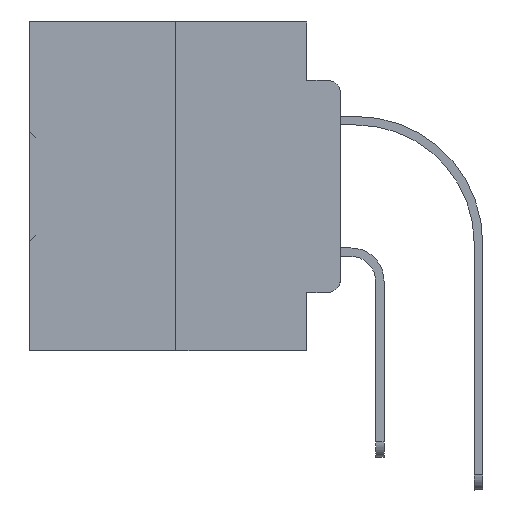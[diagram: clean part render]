
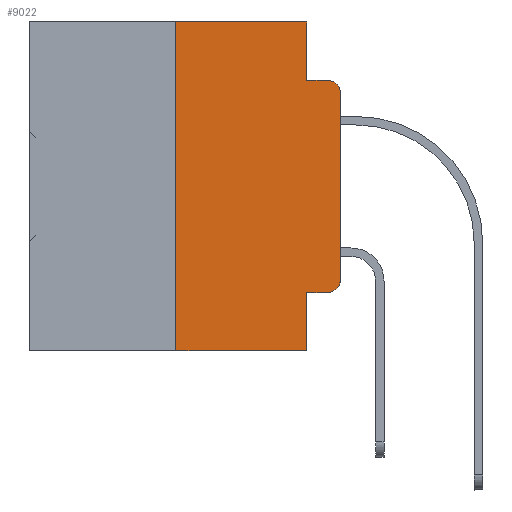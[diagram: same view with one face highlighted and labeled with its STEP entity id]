
A CAD part, left-side view. The second image highlights one B-rep face of the part: STEP entity #9022.
In plain terms, the highlighted planar face has unit normal (-1, 0, 0).
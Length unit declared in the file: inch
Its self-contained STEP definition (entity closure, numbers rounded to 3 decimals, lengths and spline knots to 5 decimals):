
#158 = DIRECTION ( 'NONE',  ( 0., 0., -1. ) ) ;
#495 = CARTESIAN_POINT ( 'NONE',  ( 0., 0.02, -0.1085 ) ) ;
#631 = CARTESIAN_POINT ( 'NONE',  ( 0., 0.051, -0.0885 ) ) ;
#2535 = VECTOR ( 'NONE', #28407, 39.37008 ) ;
#2593 = EDGE_LOOP ( 'NONE', ( #27308, #4469, #29738, #30629, #12432, #36822, #28468, #22851, #8173, #8259 ) ) ;
#2641 = EDGE_CURVE ( 'NONE', #31876, #14853, #28856, .T. ) ;
#3122 = CARTESIAN_POINT ( 'NONE',  ( 0., 0., 0. ) ) ;
#3689 = VERTEX_POINT ( 'NONE', #32616 ) ;
#4469 = ORIENTED_EDGE ( 'NONE', *, *, #10133, .T. ) ;
#4705 = PLANE ( 'NONE',  #18358 ) ;
#5236 = VERTEX_POINT ( 'NONE', #10731 ) ;
#5354 = VECTOR ( 'NONE', #23992, 39.37008 ) ;
#6427 = DIRECTION ( 'NONE',  ( -1., 0., 0. ) ) ;
#6843 = VERTEX_POINT ( 'NONE', #32530 ) ;
#6945 = EDGE_CURVE ( 'NONE', #3689, #16462, #39973, .T. ) ;
#6964 = LINE ( 'NONE', #19310, #2535 ) ;
#7324 = CARTESIAN_POINT ( 'NONE',  ( 0., 0.473, 0. ) ) ;
#8014 = DIRECTION ( 'NONE',  ( 0., -1., 0. ) ) ;
#8173 = ORIENTED_EDGE ( 'NONE', *, *, #39308, .T. ) ;
#8259 = ORIENTED_EDGE ( 'NONE', *, *, #25970, .T. ) ;
#8655 = CARTESIAN_POINT ( 'NONE',  ( 0., 0.25, -0.5 ) ) ;
#8663 = DIRECTION ( 'NONE',  ( 0., 0., -1. ) ) ;
#8990 = EDGE_CURVE ( 'NONE', #34275, #27506, #25968, .T. ) ;
#9022 = ADVANCED_FACE ( 'NONE', ( #32434 ), #4705, .F. ) ;
#10072 = VERTEX_POINT ( 'NONE', #30474 ) ;
#10133 = EDGE_CURVE ( 'NONE', #16462, #27506, #37824, .T. ) ;
#10185 = LINE ( 'NONE', #32021, #10810 ) ;
#10731 = CARTESIAN_POINT ( 'NONE',  ( 0., 0.02, -0.4115 ) ) ;
#10810 = VECTOR ( 'NONE', #13227, 39.37008 ) ;
#10972 = DIRECTION ( 'NONE',  ( 0., 0., -1. ) ) ;
#12374 = CARTESIAN_POINT ( 'NONE',  ( 0., 0.051, 0. ) ) ;
#12432 = ORIENTED_EDGE ( 'NONE', *, *, #14172, .F. ) ;
#12924 = CIRCLE ( 'NONE', #29723, 0.02 ) ;
#13227 = DIRECTION ( 'NONE',  ( 0., -1., 0. ) ) ;
#14172 = EDGE_CURVE ( 'NONE', #27491, #10072, #22713, .T. ) ;
#14853 = VERTEX_POINT ( 'NONE', #18637 ) ;
#16462 = VERTEX_POINT ( 'NONE', #26134 ) ;
#16627 = DIRECTION ( 'NONE',  ( 0., -1., 0. ) ) ;
#17134 = CARTESIAN_POINT ( 'NONE',  ( 0., 0.473, -0.5 ) ) ;
#17141 = CARTESIAN_POINT ( 'NONE',  ( 0., 0.25, 0. ) ) ;
#18358 = AXIS2_PLACEMENT_3D ( 'NONE', #38697, #36054, #10972 ) ;
#18426 = AXIS2_PLACEMENT_3D ( 'NONE', #495, #24606, #27831 ) ;
#18637 = CARTESIAN_POINT ( 'NONE',  ( 0., 0.051, -0.5 ) ) ;
#18950 = EDGE_CURVE ( 'NONE', #31876, #27491, #6964, .T. ) ;
#19310 = CARTESIAN_POINT ( 'NONE',  ( 0., 0.25, 0. ) ) ;
#22713 = LINE ( 'NONE', #7324, #26529 ) ;
#22851 = ORIENTED_EDGE ( 'NONE', *, *, #33219, .F. ) ;
#23704 = DIRECTION ( 'NONE',  ( 0., -1., 0. ) ) ;
#23992 = DIRECTION ( 'NONE',  ( 0., 0., 1. ) ) ;
#24606 = DIRECTION ( 'NONE',  ( -1., 0., 0. ) ) ;
#25064 = CARTESIAN_POINT ( 'NONE',  ( 0., 0.02, -0.3915 ) ) ;
#25387 = EDGE_CURVE ( 'NONE', #10072, #34275, #27720, .T. ) ;
#25968 = LINE ( 'NONE', #26352, #28035 ) ;
#25970 = EDGE_CURVE ( 'NONE', #5236, #3689, #12924, .T. ) ;
#26134 = CARTESIAN_POINT ( 'NONE',  ( 0., 0., -0.1085 ) ) ;
#26352 = CARTESIAN_POINT ( 'NONE',  ( 0., 0.051, -0.0885 ) ) ;
#26529 = VECTOR ( 'NONE', #16627, 39.37008 ) ;
#27056 = CARTESIAN_POINT ( 'NONE',  ( 0., 0.051, 0. ) ) ;
#27085 = VECTOR ( 'NONE', #27340, 39.37008 ) ;
#27308 = ORIENTED_EDGE ( 'NONE', *, *, #6945, .T. ) ;
#27340 = DIRECTION ( 'NONE',  ( 0., 0., -1. ) ) ;
#27491 = VERTEX_POINT ( 'NONE', #17141 ) ;
#27506 = VERTEX_POINT ( 'NONE', #38583 ) ;
#27720 = LINE ( 'NONE', #12374, #27085 ) ;
#27831 = DIRECTION ( 'NONE',  ( 0., 0., -1. ) ) ;
#28035 = VECTOR ( 'NONE', #23704, 39.37008 ) ;
#28407 = DIRECTION ( 'NONE',  ( 0., 0., 1. ) ) ;
#28468 = ORIENTED_EDGE ( 'NONE', *, *, #2641, .T. ) ;
#28856 = LINE ( 'NONE', #17134, #34441 ) ;
#29723 = AXIS2_PLACEMENT_3D ( 'NONE', #25064, #6427, #158 ) ;
#29738 = ORIENTED_EDGE ( 'NONE', *, *, #8990, .F. ) ;
#30474 = CARTESIAN_POINT ( 'NONE',  ( 0., 0.051, 0. ) ) ;
#30629 = ORIENTED_EDGE ( 'NONE', *, *, #25387, .F. ) ;
#31876 = VERTEX_POINT ( 'NONE', #8655 ) ;
#32021 = CARTESIAN_POINT ( 'NONE',  ( 0., 0.051, -0.4115 ) ) ;
#32434 = FACE_OUTER_BOUND ( 'NONE', #2593, .T. ) ;
#32530 = CARTESIAN_POINT ( 'NONE',  ( 0., 0.051, -0.4115 ) ) ;
#32616 = CARTESIAN_POINT ( 'NONE',  ( 0., 0., -0.3915 ) ) ;
#33219 = EDGE_CURVE ( 'NONE', #6843, #14853, #39409, .T. ) ;
#34275 = VERTEX_POINT ( 'NONE', #631 ) ;
#34441 = VECTOR ( 'NONE', #8014, 39.37008 ) ;
#34454 = VECTOR ( 'NONE', #8663, 39.37008 ) ;
#36054 = DIRECTION ( 'NONE',  ( 1., 0., 0. ) ) ;
#36822 = ORIENTED_EDGE ( 'NONE', *, *, #18950, .F. ) ;
#37824 = CIRCLE ( 'NONE', #18426, 0.02 ) ;
#38583 = CARTESIAN_POINT ( 'NONE',  ( 0., 0.02, -0.0885 ) ) ;
#38697 = CARTESIAN_POINT ( 'NONE',  ( 0., 0.473, 0. ) ) ;
#39308 = EDGE_CURVE ( 'NONE', #6843, #5236, #10185, .T. ) ;
#39409 = LINE ( 'NONE', #27056, #34454 ) ;
#39973 = LINE ( 'NONE', #3122, #5354 ) ;
